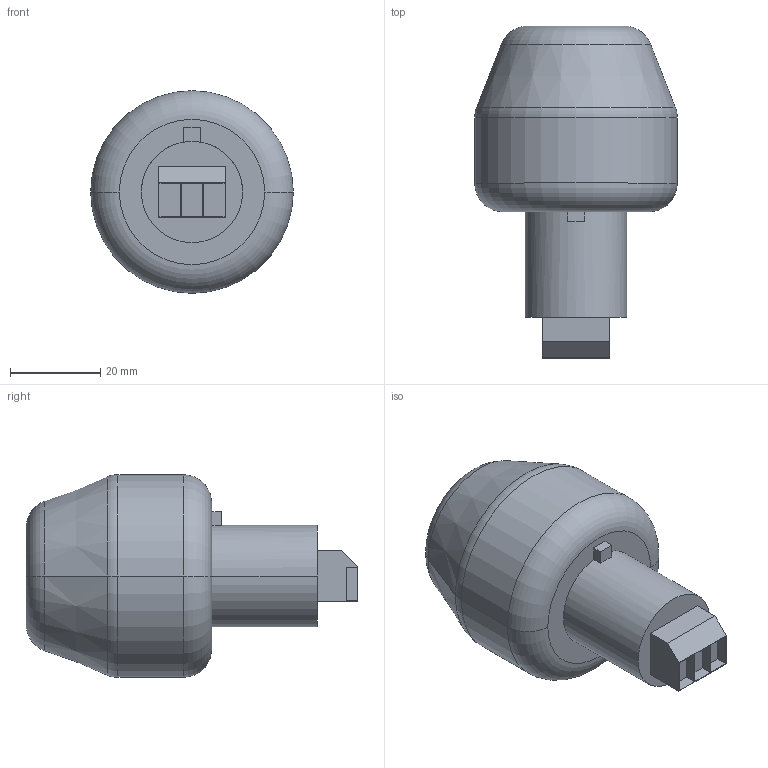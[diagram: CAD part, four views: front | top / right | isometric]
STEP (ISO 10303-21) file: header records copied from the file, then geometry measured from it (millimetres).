
FILE_DESCRIPTION (( 'STEP AP214' ), '1' );
FILE_NAME ('RobotSignalLight.step', '2018-12-19T17:07:13', ( '' ), ( '' ), 'SwSTEP 2.0', 'SolidWorks 2018', '' );
FILE_SCHEMA (( 'AUTOMOTIVE_DESIGN' ));
Length unit declared in the file: inch
Products named in the file (1): RobotSignalLight
Bounding box: 44.95 x 73.64 x 44.95 mm (x, y, z)
Volume: 65348.6 mm3; surface area: 9590.2 mm2
Topology: 1 solids, 1 shells, 40 faces, 91 edges, 58 vertices
Faces by surface type: plane 28, torus 6, cylinder 4, cone 2
Entity records: 1441 total; most frequent: DIRECTION 197, CARTESIAN_POINT 190, ORIENTED_EDGE 182, EDGE_CURVE 91, VECTOR 67, LINE 67, AXIS2_PLACEMENT_3D 65, VERTEX_POINT 58
